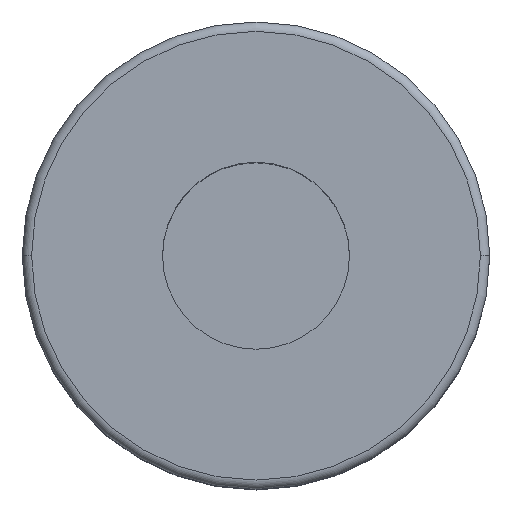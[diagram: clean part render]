
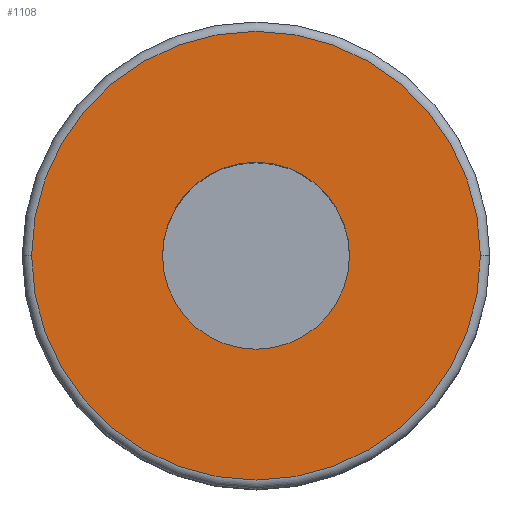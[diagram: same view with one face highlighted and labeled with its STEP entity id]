
A CAD part, top view. The second image highlights one B-rep face of the part: STEP entity #1108.
In plain terms, the highlighted planar face has unit normal (0, 0, 1).
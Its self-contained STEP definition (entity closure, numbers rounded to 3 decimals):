
#51 = VERTEX_POINT ( 'NONE', #560 ) ;
#137 = DIRECTION ( 'NONE',  ( 0., 0., -1. ) ) ;
#145 = ORIENTED_EDGE ( 'NONE', *, *, #770, .F. ) ;
#213 = ORIENTED_EDGE ( 'NONE', *, *, #1335, .T. ) ;
#228 = AXIS2_PLACEMENT_3D ( 'NONE', #527, #137, #1659 ) ;
#249 = EDGE_CURVE ( 'NONE', #1296, #51, #666, .T. ) ;
#250 = VERTEX_POINT ( 'NONE', #1026 ) ;
#326 = DIRECTION ( 'NONE',  ( -1., 0., 0. ) ) ;
#408 = FACE_OUTER_BOUND ( 'NONE', #1446, .T. ) ;
#470 = VERTEX_POINT ( 'NONE', #1175 ) ;
#500 = CARTESIAN_POINT ( 'NONE',  ( 0., 24., 70. ) ) ;
#523 = PLANE ( 'NONE',  #1532 ) ;
#527 = CARTESIAN_POINT ( 'NONE',  ( 0., 0., 70. ) ) ;
#560 = CARTESIAN_POINT ( 'NONE',  ( 10., 0., 70. ) ) ;
#646 = CARTESIAN_POINT ( 'NONE',  ( 0., 0., 70. ) ) ;
#666 = CIRCLE ( 'NONE', #228, 10. ) ;
#699 = CARTESIAN_POINT ( 'NONE',  ( 0., 0., 70. ) ) ;
#716 = EDGE_CURVE ( 'NONE', #250, #470, #1455, .T. ) ;
#770 = EDGE_CURVE ( 'NONE', #470, #250, #1153, .T. ) ;
#775 = DIRECTION ( 'NONE',  ( 1., 0., 0. ) ) ;
#835 = AXIS2_PLACEMENT_3D ( 'NONE', #646, #911, #1275 ) ;
#902 = CARTESIAN_POINT ( 'NONE',  ( -10., 0., 70. ) ) ;
#911 = DIRECTION ( 'NONE',  ( 0., 0., -1. ) ) ;
#912 = EDGE_LOOP ( 'NONE', ( #213, #1395 ) ) ;
#934 = AXIS2_PLACEMENT_3D ( 'NONE', #699, #1208, #326 ) ;
#953 = AXIS2_PLACEMENT_3D ( 'NONE', #1262, #1638, #1005 ) ;
#1005 = DIRECTION ( 'NONE',  ( -1., 0., 0. ) ) ;
#1026 = CARTESIAN_POINT ( 'NONE',  ( 24., 0., 70. ) ) ;
#1108 = ADVANCED_FACE ( 'NONE', ( #1326, #408 ), #523, .T. ) ;
#1123 = ORIENTED_EDGE ( 'NONE', *, *, #716, .F. ) ;
#1152 = CIRCLE ( 'NONE', #835, 10. ) ;
#1153 = CIRCLE ( 'NONE', #934, 24. ) ;
#1175 = CARTESIAN_POINT ( 'NONE',  ( -24., 0., 70. ) ) ;
#1208 = DIRECTION ( 'NONE',  ( 0., 0., -1. ) ) ;
#1262 = CARTESIAN_POINT ( 'NONE',  ( 0., 0., 70. ) ) ;
#1275 = DIRECTION ( 'NONE',  ( 1., 0., 0. ) ) ;
#1296 = VERTEX_POINT ( 'NONE', #902 ) ;
#1326 = FACE_BOUND ( 'NONE', #912, .T. ) ;
#1335 = EDGE_CURVE ( 'NONE', #51, #1296, #1152, .T. ) ;
#1395 = ORIENTED_EDGE ( 'NONE', *, *, #249, .T. ) ;
#1446 = EDGE_LOOP ( 'NONE', ( #145, #1123 ) ) ;
#1455 = CIRCLE ( 'NONE', #953, 24. ) ;
#1521 = DIRECTION ( 'NONE',  ( 0., 0., 1. ) ) ;
#1532 = AXIS2_PLACEMENT_3D ( 'NONE', #500, #1521, #775 ) ;
#1638 = DIRECTION ( 'NONE',  ( 0., 0., -1. ) ) ;
#1659 = DIRECTION ( 'NONE',  ( 1., 0., 0. ) ) ;
